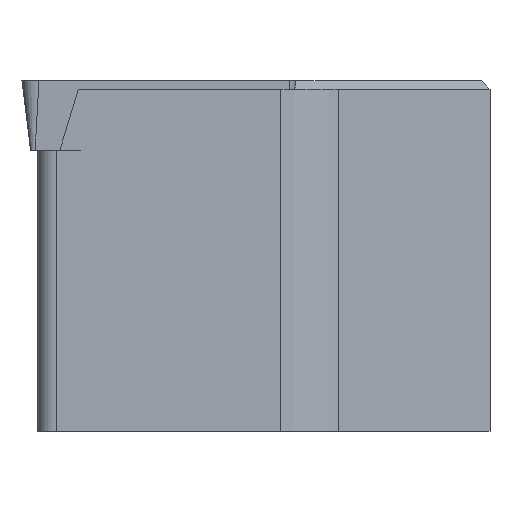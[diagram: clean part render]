
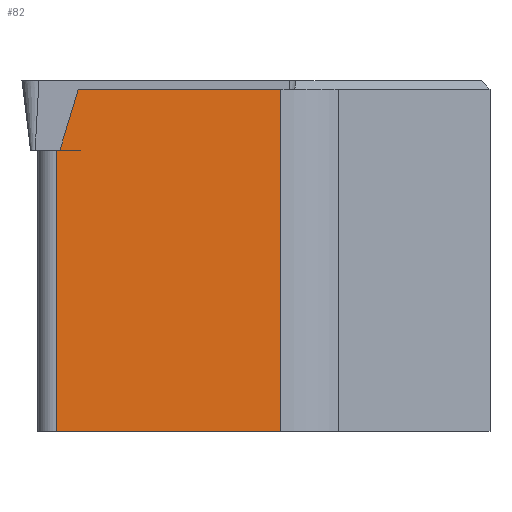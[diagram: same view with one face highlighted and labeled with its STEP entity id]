
A CAD part, left-side view. The second image highlights one B-rep face of the part: STEP entity #82.
In plain terms, the highlighted planar face has unit normal (-0.999, -0.052, 0).
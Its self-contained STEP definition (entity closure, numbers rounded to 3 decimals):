
#82=ADVANCED_FACE('',(#151),#118,.F.);
#118=PLANE('',#687);
#151=FACE_OUTER_BOUND('',#188,.T.);
#188=EDGE_LOOP('',(#309,#310,#311,#312,#313,#314));
#309=ORIENTED_EDGE('',*,*,#484,.T.);
#310=ORIENTED_EDGE('',*,*,#482,.T.);
#311=ORIENTED_EDGE('',*,*,#429,.F.);
#312=ORIENTED_EDGE('',*,*,#485,.F.);
#313=ORIENTED_EDGE('',*,*,#474,.F.);
#314=ORIENTED_EDGE('',*,*,#486,.T.);
#377=VERTEX_POINT('',#890);
#378=VERTEX_POINT('',#892);
#402=VERTEX_POINT('',#979);
#404=VERTEX_POINT('',#982);
#409=VERTEX_POINT('',#997);
#410=VERTEX_POINT('',#1001);
#429=EDGE_CURVE('',#377,#378,#513,.T.);
#474=EDGE_CURVE('',#402,#404,#557,.T.);
#482=EDGE_CURVE('',#409,#378,#564,.T.);
#484=EDGE_CURVE('',#410,#409,#565,.T.);
#485=EDGE_CURVE('',#404,#377,#566,.T.);
#486=EDGE_CURVE('',#402,#410,#567,.T.);
#513=LINE('',#891,#588);
#557=LINE('',#981,#632);
#564=LINE('',#996,#639);
#565=LINE('',#1000,#640);
#566=LINE('',#1002,#641);
#567=LINE('',#1003,#642);
#588=VECTOR('',#717,1.);
#632=VECTOR('',#801,1.);
#639=VECTOR('',#814,1.);
#640=VECTOR('',#819,1.);
#641=VECTOR('',#820,1.);
#642=VECTOR('',#821,1.);
#687=AXIS2_PLACEMENT_3D('',#1004,#822,#823);
#717=DIRECTION('',(-0.052,0.999,0.));
#801=DIRECTION('',(0.052,-0.999,0.));
#814=DIRECTION('',(0.,0.,-1.));
#819=DIRECTION('',(-0.052,0.999,0.));
#820=DIRECTION('',(0.,0.,-1.));
#821=DIRECTION('',(-0.015,0.289,-0.957));
#822=DIRECTION('',(0.999,0.052,0.));
#823=DIRECTION('',(0.052,-0.999,0.));
#890=CARTESIAN_POINT('',(1.132,7.15,-12.));
#891=CARTESIAN_POINT('',(0.73,14.827,-12.));
#892=CARTESIAN_POINT('',(0.73,14.827,-12.));
#979=CARTESIAN_POINT('',(0.769,14.076,-0.3));
#981=CARTESIAN_POINT('',(0.73,14.827,-0.3));
#982=CARTESIAN_POINT('',(1.132,7.15,-0.3));
#996=CARTESIAN_POINT('',(0.73,14.827,-30.));
#997=CARTESIAN_POINT('',(0.73,14.827,-2.38));
#1000=CARTESIAN_POINT('',(0.73,14.827,-2.38));
#1001=CARTESIAN_POINT('',(0.736,14.703,-2.38));
#1002=CARTESIAN_POINT('',(1.132,7.15,-30.));
#1003=CARTESIAN_POINT('',(0.336,22.344,-27.728));
#1004=CARTESIAN_POINT('',(0.73,14.827,-30.));
